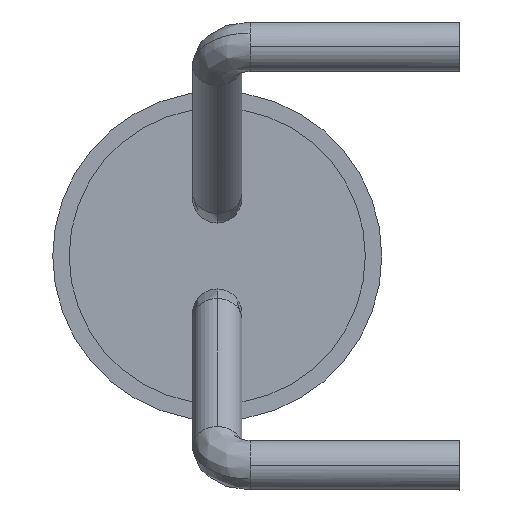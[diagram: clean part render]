
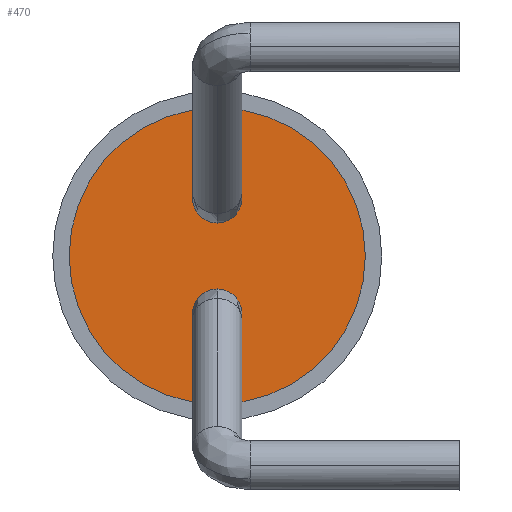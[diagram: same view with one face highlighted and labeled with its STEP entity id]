
A CAD part, left-side view. The second image highlights one B-rep face of the part: STEP entity #470.
In plain terms, the highlighted face is planar.
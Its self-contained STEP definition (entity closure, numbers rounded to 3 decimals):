
#51 = DIRECTION ( 'NONE',  ( 1., 0., 0. ) ) ;
#83 = AXIS2_PLACEMENT_3D ( 'NONE', #1618, #1343, #618 ) ;
#211 = CARTESIAN_POINT ( 'NONE',  ( 0., 0., 0. ) ) ;
#297 = PLANE ( 'NONE',  #1696 ) ;
#314 = CIRCLE ( 'NONE', #83, 0.9 ) ;
#470 = ADVANCED_FACE ( 'NONE', ( #1296 ), #297, .F. ) ;
#481 = ORIENTED_EDGE ( 'NONE', *, *, #801, .F. ) ;
#504 = DIRECTION ( 'NONE',  ( 0., 0., 1. ) ) ;
#561 = VERTEX_POINT ( 'NONE', #588 ) ;
#588 = CARTESIAN_POINT ( 'NONE',  ( 0.9, 0., 0. ) ) ;
#618 = DIRECTION ( 'NONE',  ( 1., 0., 0. ) ) ;
#801 = EDGE_CURVE ( 'NONE', #1440, #561, #314, .T. ) ;
#826 = CIRCLE ( 'NONE', #1704, 0.9 ) ;
#998 = CARTESIAN_POINT ( 'NONE',  ( -0.9, 0., 0. ) ) ;
#1091 = ORIENTED_EDGE ( 'NONE', *, *, #1120, .F. ) ;
#1106 = DIRECTION ( 'NONE',  ( 1., 0., 0. ) ) ;
#1117 = DIRECTION ( 'NONE',  ( 0., 0., 1. ) ) ;
#1120 = EDGE_CURVE ( 'NONE', #561, #1440, #826, .T. ) ;
#1296 = FACE_OUTER_BOUND ( 'NONE', #1481, .T. ) ;
#1343 = DIRECTION ( 'NONE',  ( 0., 0., 1. ) ) ;
#1440 = VERTEX_POINT ( 'NONE', #998 ) ;
#1481 = EDGE_LOOP ( 'NONE', ( #1091, #481 ) ) ;
#1618 = CARTESIAN_POINT ( 'NONE',  ( 0., 0., 0. ) ) ;
#1696 = AXIS2_PLACEMENT_3D ( 'NONE', #211, #504, #51 ) ;
#1704 = AXIS2_PLACEMENT_3D ( 'NONE', #1819, #1117, #1106 ) ;
#1819 = CARTESIAN_POINT ( 'NONE',  ( 0., 0., 0. ) ) ;
